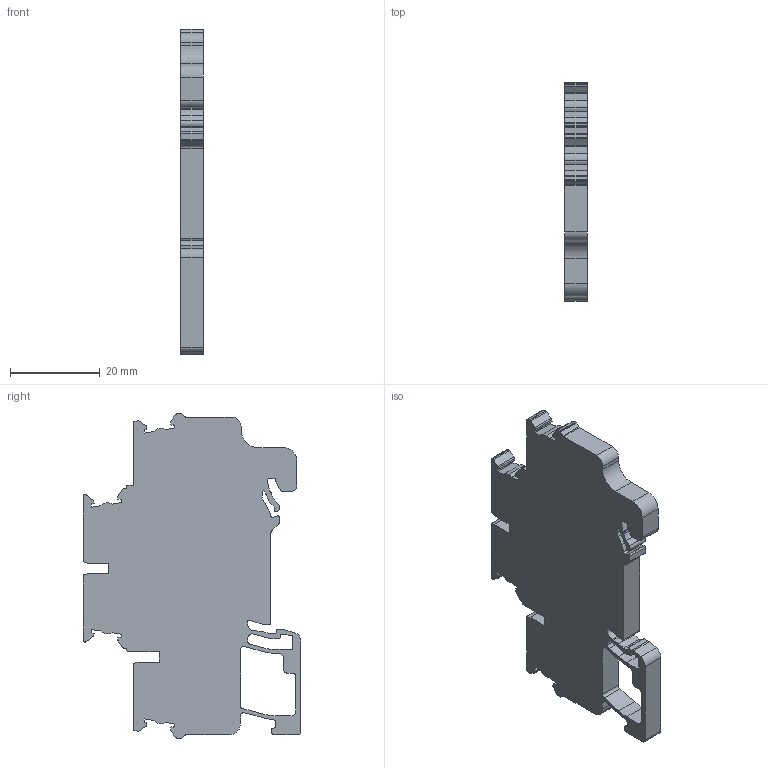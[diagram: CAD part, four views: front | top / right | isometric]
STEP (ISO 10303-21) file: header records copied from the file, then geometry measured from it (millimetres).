
FILE_DESCRIPTION (( 'STEP AP214' ), '1' );
FILE_NAME ('cpdl2.5.STEP', '2024-11-15T11:30:13', ( '' ), ( '' ), 'SwSTEP 2.0', 'SolidWorks 2022', '' );
FILE_SCHEMA (( 'AUTOMOTIVE_DESIGN' ));
Length unit declared in the file: millimetre
Products named in the file (1): cpdl2.5
Bounding box: 5 x 48.7 x 72.7 mm (x, y, z)
Volume: 12017.5 mm3; surface area: 6841.5 mm2
Topology: 1 solids, 1 shells, 352 faces, 1032 edges, 688 vertices
Faces by surface type: plane 205, cylinder 145, bspline 2
Entity records: 12175 total; most frequent: CARTESIAN_POINT 2274, ORIENTED_EDGE 2064, DIRECTION 2020, EDGE_CURVE 1032, VECTOR 738, LINE 738, VERTEX_POINT 688, AXIS2_PLACEMENT_3D 641
